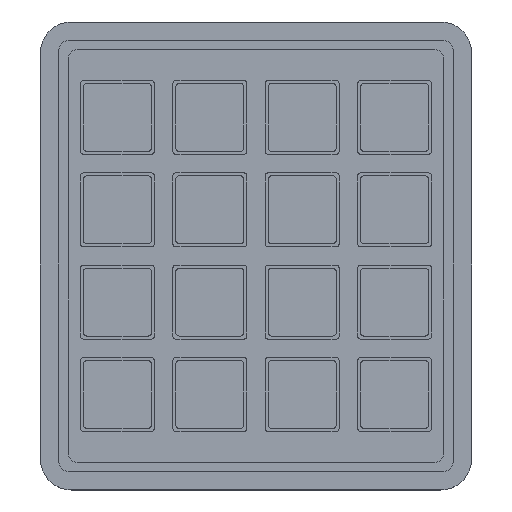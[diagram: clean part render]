
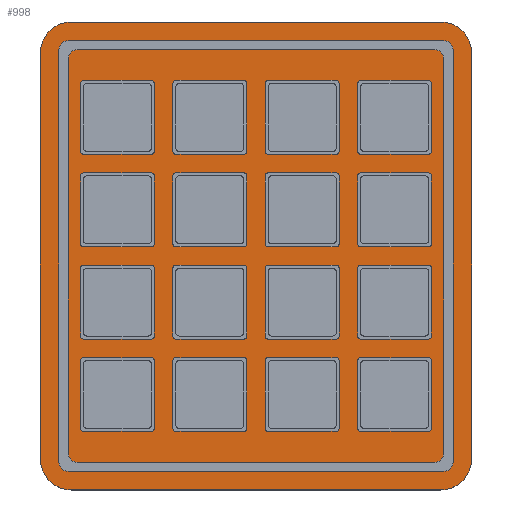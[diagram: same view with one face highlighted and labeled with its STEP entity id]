
A CAD part, top view. The second image highlights one B-rep face of the part: STEP entity #998.
In plain terms, the highlighted face is planar.
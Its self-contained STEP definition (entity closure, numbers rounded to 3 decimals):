
#680 = VERTEX_POINT('',#681);
#681 = CARTESIAN_POINT('',(-30.,38.,1.5));
#687 = EDGE_CURVE('',#680,#688,#690,.T.);
#688 = VERTEX_POINT('',#689);
#689 = CARTESIAN_POINT('',(30.,38.,1.5));
#690 = LINE('',#691,#692);
#691 = CARTESIAN_POINT('',(-35.,38.,1.5));
#692 = VECTOR('',#693,1.);
#693 = DIRECTION('',(1.,0.,0.));
#954 = VERTEX_POINT('',#955);
#955 = CARTESIAN_POINT('',(-35.,33.,1.5));
#961 = EDGE_CURVE('',#680,#954,#962,.T.);
#962 = CIRCLE('',#963,5.);
#963 = AXIS2_PLACEMENT_3D('',#964,#965,#966);
#964 = CARTESIAN_POINT('',(-30.,33.,1.5));
#965 = DIRECTION('',(-0.,0.,1.));
#966 = DIRECTION('',(0.,-1.,0.));
#979 = VERTEX_POINT('',#980);
#980 = CARTESIAN_POINT('',(35.,33.,1.5));
#986 = EDGE_CURVE('',#688,#979,#987,.T.);
#987 = CIRCLE('',#988,5.);
#988 = AXIS2_PLACEMENT_3D('',#989,#990,#991);
#989 = CARTESIAN_POINT('',(30.,33.,1.5));
#990 = DIRECTION('',(-0.,-0.,-1.));
#991 = DIRECTION('',(0.,-1.,0.));
#998 = ADVANCED_FACE('',(#999,#1044,#1055,#1066,#1077,#1088,#1099,#1110,
    #1121,#1132,#1143,#1154,#1165,#1176,#1187,#1198,#1209),#1220,.T.);
#999 = FACE_BOUND('',#1000,.T.);
#1000 = EDGE_LOOP('',(#1001,#1002,#1003,#1011,#1020,#1028,#1037,#1043));
#1001 = ORIENTED_EDGE('',*,*,#687,.T.);
#1002 = ORIENTED_EDGE('',*,*,#986,.T.);
#1003 = ORIENTED_EDGE('',*,*,#1004,.T.);
#1004 = EDGE_CURVE('',#979,#1005,#1007,.T.);
#1005 = VERTEX_POINT('',#1006);
#1006 = CARTESIAN_POINT('',(35.,-33.,1.5));
#1007 = LINE('',#1008,#1009);
#1008 = CARTESIAN_POINT('',(35.,38.,1.5));
#1009 = VECTOR('',#1010,1.);
#1010 = DIRECTION('',(0.,-1.,0.));
#1011 = ORIENTED_EDGE('',*,*,#1012,.T.);
#1012 = EDGE_CURVE('',#1005,#1013,#1015,.T.);
#1013 = VERTEX_POINT('',#1014);
#1014 = CARTESIAN_POINT('',(30.,-38.,1.5));
#1015 = CIRCLE('',#1016,5.);
#1016 = AXIS2_PLACEMENT_3D('',#1017,#1018,#1019);
#1017 = CARTESIAN_POINT('',(30.,-33.,1.5));
#1018 = DIRECTION('',(-0.,-0.,-1.));
#1019 = DIRECTION('',(0.,-1.,0.));
#1020 = ORIENTED_EDGE('',*,*,#1021,.T.);
#1021 = EDGE_CURVE('',#1013,#1022,#1024,.T.);
#1022 = VERTEX_POINT('',#1023);
#1023 = CARTESIAN_POINT('',(-30.,-38.,1.5));
#1024 = LINE('',#1025,#1026);
#1025 = CARTESIAN_POINT('',(35.,-38.,1.5));
#1026 = VECTOR('',#1027,1.);
#1027 = DIRECTION('',(-1.,0.,0.));
#1028 = ORIENTED_EDGE('',*,*,#1029,.T.);
#1029 = EDGE_CURVE('',#1022,#1030,#1032,.T.);
#1030 = VERTEX_POINT('',#1031);
#1031 = CARTESIAN_POINT('',(-35.,-33.,1.5));
#1032 = CIRCLE('',#1033,5.);
#1033 = AXIS2_PLACEMENT_3D('',#1034,#1035,#1036);
#1034 = CARTESIAN_POINT('',(-30.,-33.,1.5));
#1035 = DIRECTION('',(-0.,-0.,-1.));
#1036 = DIRECTION('',(0.,-1.,0.));
#1037 = ORIENTED_EDGE('',*,*,#1038,.T.);
#1038 = EDGE_CURVE('',#1030,#954,#1039,.T.);
#1039 = LINE('',#1040,#1041);
#1040 = CARTESIAN_POINT('',(-35.,-38.,1.5));
#1041 = VECTOR('',#1042,1.);
#1042 = DIRECTION('',(0.,1.,0.));
#1043 = ORIENTED_EDGE('',*,*,#961,.F.);
#1044 = FACE_BOUND('',#1045,.T.);
#1045 = EDGE_LOOP('',(#1046));
#1046 = ORIENTED_EDGE('',*,*,#1047,.T.);
#1047 = EDGE_CURVE('',#1048,#1048,#1050,.T.);
#1048 = VERTEX_POINT('',#1049);
#1049 = CARTESIAN_POINT('',(24.,-7.5,1.5));
#1050 = CIRCLE('',#1051,1.5);
#1051 = AXIS2_PLACEMENT_3D('',#1052,#1053,#1054);
#1052 = CARTESIAN_POINT('',(22.5,-7.5,1.5));
#1053 = DIRECTION('',(0.,0.,1.));
#1054 = DIRECTION('',(1.,0.,0.));
#1055 = FACE_BOUND('',#1056,.T.);
#1056 = EDGE_LOOP('',(#1057));
#1057 = ORIENTED_EDGE('',*,*,#1058,.T.);
#1058 = EDGE_CURVE('',#1059,#1059,#1061,.T.);
#1059 = VERTEX_POINT('',#1060);
#1060 = CARTESIAN_POINT('',(9.,-7.5,1.5));
#1061 = CIRCLE('',#1062,1.5);
#1062 = AXIS2_PLACEMENT_3D('',#1063,#1064,#1065);
#1063 = CARTESIAN_POINT('',(7.5,-7.5,1.5));
#1064 = DIRECTION('',(0.,0.,1.));
#1065 = DIRECTION('',(1.,0.,0.));
#1066 = FACE_BOUND('',#1067,.T.);
#1067 = EDGE_LOOP('',(#1068));
#1068 = ORIENTED_EDGE('',*,*,#1069,.T.);
#1069 = EDGE_CURVE('',#1070,#1070,#1072,.T.);
#1070 = VERTEX_POINT('',#1071);
#1071 = CARTESIAN_POINT('',(-6.,-7.5,1.5));
#1072 = CIRCLE('',#1073,1.5);
#1073 = AXIS2_PLACEMENT_3D('',#1074,#1075,#1076);
#1074 = CARTESIAN_POINT('',(-7.5,-7.5,1.5));
#1075 = DIRECTION('',(0.,0.,1.));
#1076 = DIRECTION('',(1.,0.,0.));
#1077 = FACE_BOUND('',#1078,.T.);
#1078 = EDGE_LOOP('',(#1079));
#1079 = ORIENTED_EDGE('',*,*,#1080,.T.);
#1080 = EDGE_CURVE('',#1081,#1081,#1083,.T.);
#1081 = VERTEX_POINT('',#1082);
#1082 = CARTESIAN_POINT('',(-21.,-7.5,1.5));
#1083 = CIRCLE('',#1084,1.5);
#1084 = AXIS2_PLACEMENT_3D('',#1085,#1086,#1087);
#1085 = CARTESIAN_POINT('',(-22.5,-7.5,1.5));
#1086 = DIRECTION('',(0.,0.,1.));
#1087 = DIRECTION('',(1.,0.,0.));
#1088 = FACE_BOUND('',#1089,.T.);
#1089 = EDGE_LOOP('',(#1090));
#1090 = ORIENTED_EDGE('',*,*,#1091,.T.);
#1091 = EDGE_CURVE('',#1092,#1092,#1094,.T.);
#1092 = VERTEX_POINT('',#1093);
#1093 = CARTESIAN_POINT('',(24.,-22.5,1.5));
#1094 = CIRCLE('',#1095,1.5);
#1095 = AXIS2_PLACEMENT_3D('',#1096,#1097,#1098);
#1096 = CARTESIAN_POINT('',(22.5,-22.5,1.5));
#1097 = DIRECTION('',(0.,0.,1.));
#1098 = DIRECTION('',(1.,0.,0.));
#1099 = FACE_BOUND('',#1100,.T.);
#1100 = EDGE_LOOP('',(#1101));
#1101 = ORIENTED_EDGE('',*,*,#1102,.T.);
#1102 = EDGE_CURVE('',#1103,#1103,#1105,.T.);
#1103 = VERTEX_POINT('',#1104);
#1104 = CARTESIAN_POINT('',(9.,-22.5,1.5));
#1105 = CIRCLE('',#1106,1.5);
#1106 = AXIS2_PLACEMENT_3D('',#1107,#1108,#1109);
#1107 = CARTESIAN_POINT('',(7.5,-22.5,1.5));
#1108 = DIRECTION('',(0.,0.,1.));
#1109 = DIRECTION('',(1.,0.,0.));
#1110 = FACE_BOUND('',#1111,.T.);
#1111 = EDGE_LOOP('',(#1112));
#1112 = ORIENTED_EDGE('',*,*,#1113,.T.);
#1113 = EDGE_CURVE('',#1114,#1114,#1116,.T.);
#1114 = VERTEX_POINT('',#1115);
#1115 = CARTESIAN_POINT('',(-6.,-22.5,1.5));
#1116 = CIRCLE('',#1117,1.5);
#1117 = AXIS2_PLACEMENT_3D('',#1118,#1119,#1120);
#1118 = CARTESIAN_POINT('',(-7.5,-22.5,1.5));
#1119 = DIRECTION('',(0.,0.,1.));
#1120 = DIRECTION('',(1.,0.,0.));
#1121 = FACE_BOUND('',#1122,.T.);
#1122 = EDGE_LOOP('',(#1123));
#1123 = ORIENTED_EDGE('',*,*,#1124,.T.);
#1124 = EDGE_CURVE('',#1125,#1125,#1127,.T.);
#1125 = VERTEX_POINT('',#1126);
#1126 = CARTESIAN_POINT('',(-21.,-22.5,1.5));
#1127 = CIRCLE('',#1128,1.5);
#1128 = AXIS2_PLACEMENT_3D('',#1129,#1130,#1131);
#1129 = CARTESIAN_POINT('',(-22.5,-22.5,1.5));
#1130 = DIRECTION('',(0.,0.,1.));
#1131 = DIRECTION('',(1.,0.,0.));
#1132 = FACE_BOUND('',#1133,.T.);
#1133 = EDGE_LOOP('',(#1134));
#1134 = ORIENTED_EDGE('',*,*,#1135,.T.);
#1135 = EDGE_CURVE('',#1136,#1136,#1138,.T.);
#1136 = VERTEX_POINT('',#1137);
#1137 = CARTESIAN_POINT('',(24.,7.5,1.5));
#1138 = CIRCLE('',#1139,1.5);
#1139 = AXIS2_PLACEMENT_3D('',#1140,#1141,#1142);
#1140 = CARTESIAN_POINT('',(22.5,7.5,1.5));
#1141 = DIRECTION('',(0.,0.,1.));
#1142 = DIRECTION('',(1.,0.,0.));
#1143 = FACE_BOUND('',#1144,.T.);
#1144 = EDGE_LOOP('',(#1145));
#1145 = ORIENTED_EDGE('',*,*,#1146,.T.);
#1146 = EDGE_CURVE('',#1147,#1147,#1149,.T.);
#1147 = VERTEX_POINT('',#1148);
#1148 = CARTESIAN_POINT('',(9.,7.5,1.5));
#1149 = CIRCLE('',#1150,1.5);
#1150 = AXIS2_PLACEMENT_3D('',#1151,#1152,#1153);
#1151 = CARTESIAN_POINT('',(7.5,7.5,1.5));
#1152 = DIRECTION('',(0.,0.,1.));
#1153 = DIRECTION('',(1.,0.,0.));
#1154 = FACE_BOUND('',#1155,.T.);
#1155 = EDGE_LOOP('',(#1156));
#1156 = ORIENTED_EDGE('',*,*,#1157,.T.);
#1157 = EDGE_CURVE('',#1158,#1158,#1160,.T.);
#1158 = VERTEX_POINT('',#1159);
#1159 = CARTESIAN_POINT('',(-6.,7.5,1.5));
#1160 = CIRCLE('',#1161,1.5);
#1161 = AXIS2_PLACEMENT_3D('',#1162,#1163,#1164);
#1162 = CARTESIAN_POINT('',(-7.5,7.5,1.5));
#1163 = DIRECTION('',(0.,0.,1.));
#1164 = DIRECTION('',(1.,0.,0.));
#1165 = FACE_BOUND('',#1166,.T.);
#1166 = EDGE_LOOP('',(#1167));
#1167 = ORIENTED_EDGE('',*,*,#1168,.T.);
#1168 = EDGE_CURVE('',#1169,#1169,#1171,.T.);
#1169 = VERTEX_POINT('',#1170);
#1170 = CARTESIAN_POINT('',(-21.,7.5,1.5));
#1171 = CIRCLE('',#1172,1.5);
#1172 = AXIS2_PLACEMENT_3D('',#1173,#1174,#1175);
#1173 = CARTESIAN_POINT('',(-22.5,7.5,1.5));
#1174 = DIRECTION('',(0.,0.,1.));
#1175 = DIRECTION('',(1.,0.,0.));
#1176 = FACE_BOUND('',#1177,.T.);
#1177 = EDGE_LOOP('',(#1178));
#1178 = ORIENTED_EDGE('',*,*,#1179,.T.);
#1179 = EDGE_CURVE('',#1180,#1180,#1182,.T.);
#1180 = VERTEX_POINT('',#1181);
#1181 = CARTESIAN_POINT('',(24.,22.5,1.5));
#1182 = CIRCLE('',#1183,1.5);
#1183 = AXIS2_PLACEMENT_3D('',#1184,#1185,#1186);
#1184 = CARTESIAN_POINT('',(22.5,22.5,1.5));
#1185 = DIRECTION('',(0.,0.,1.));
#1186 = DIRECTION('',(1.,0.,0.));
#1187 = FACE_BOUND('',#1188,.T.);
#1188 = EDGE_LOOP('',(#1189));
#1189 = ORIENTED_EDGE('',*,*,#1190,.T.);
#1190 = EDGE_CURVE('',#1191,#1191,#1193,.T.);
#1191 = VERTEX_POINT('',#1192);
#1192 = CARTESIAN_POINT('',(9.,22.5,1.5));
#1193 = CIRCLE('',#1194,1.5);
#1194 = AXIS2_PLACEMENT_3D('',#1195,#1196,#1197);
#1195 = CARTESIAN_POINT('',(7.5,22.5,1.5));
#1196 = DIRECTION('',(0.,0.,1.));
#1197 = DIRECTION('',(1.,0.,0.));
#1198 = FACE_BOUND('',#1199,.T.);
#1199 = EDGE_LOOP('',(#1200));
#1200 = ORIENTED_EDGE('',*,*,#1201,.T.);
#1201 = EDGE_CURVE('',#1202,#1202,#1204,.T.);
#1202 = VERTEX_POINT('',#1203);
#1203 = CARTESIAN_POINT('',(-6.,22.5,1.5));
#1204 = CIRCLE('',#1205,1.5);
#1205 = AXIS2_PLACEMENT_3D('',#1206,#1207,#1208);
#1206 = CARTESIAN_POINT('',(-7.5,22.5,1.5));
#1207 = DIRECTION('',(0.,0.,1.));
#1208 = DIRECTION('',(1.,0.,0.));
#1209 = FACE_BOUND('',#1210,.T.);
#1210 = EDGE_LOOP('',(#1211));
#1211 = ORIENTED_EDGE('',*,*,#1212,.T.);
#1212 = EDGE_CURVE('',#1213,#1213,#1215,.T.);
#1213 = VERTEX_POINT('',#1214);
#1214 = CARTESIAN_POINT('',(-21.,22.5,1.5));
#1215 = CIRCLE('',#1216,1.5);
#1216 = AXIS2_PLACEMENT_3D('',#1217,#1218,#1219);
#1217 = CARTESIAN_POINT('',(-22.5,22.5,1.5));
#1218 = DIRECTION('',(0.,0.,1.));
#1219 = DIRECTION('',(1.,0.,0.));
#1220 = PLANE('',#1221);
#1221 = AXIS2_PLACEMENT_3D('',#1222,#1223,#1224);
#1222 = CARTESIAN_POINT('',(0.,0.,1.5));
#1223 = DIRECTION('',(-0.,-0.,-1.));
#1224 = DIRECTION('',(-1.,0.,0.));
